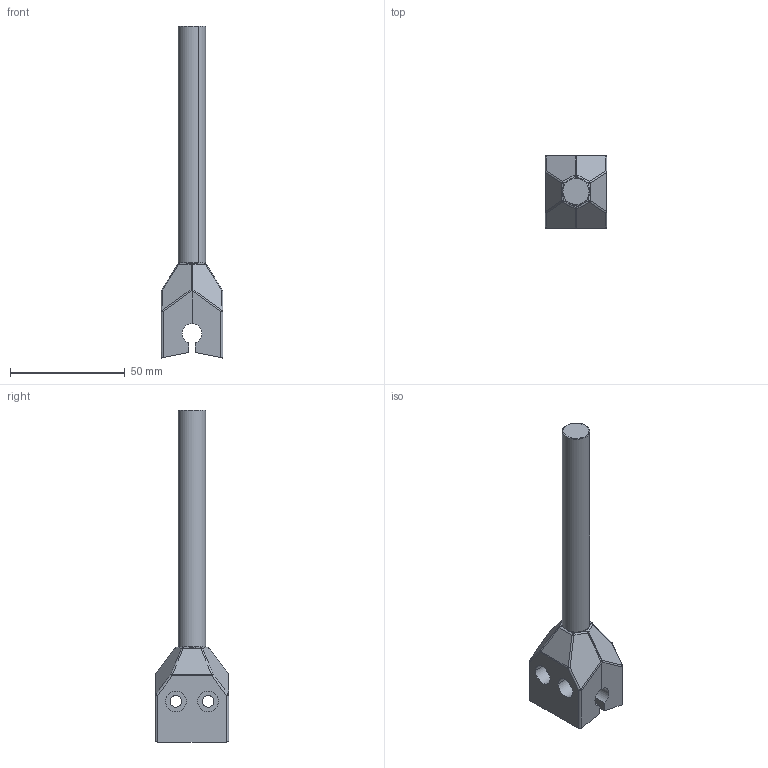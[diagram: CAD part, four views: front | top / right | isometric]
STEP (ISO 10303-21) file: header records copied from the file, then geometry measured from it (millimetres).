
FILE_DESCRIPTION(('CATIA V5 STEP Exchange'),'2;1');
FILE_NAME('21160PD04.stp','2017-12-29T07:47:00+00:00',('none'),('none'),'CATIA Version 5 Release 21 GA (IN-10)','CATIA V5 STEP AP203','none');
FILE_SCHEMA(('CONFIG_CONTROL_DESIGN'));
Length unit declared in the file: millimetre
Products named in the file (1): 21160PD04
Bounding box: 27 x 32 x 144.7 mm (x, y, z)
Volume: 35519.4 mm3; surface area: 13449.1 mm2
Topology: 3 solids, 3 shells, 115 faces, 274 edges, 152 vertices
Faces by surface type: cylinder 50, plane 41, sphere 20, torus 4
Entity records: 3047 total; most frequent: CARTESIAN_POINT 649, ORIENTED_EDGE 512, DIRECTION 399, EDGE_CURVE 256, AXIS2_PLACEMENT_3D 188, VERTEX_POINT 152, EDGE_LOOP 128, VECTOR 124
